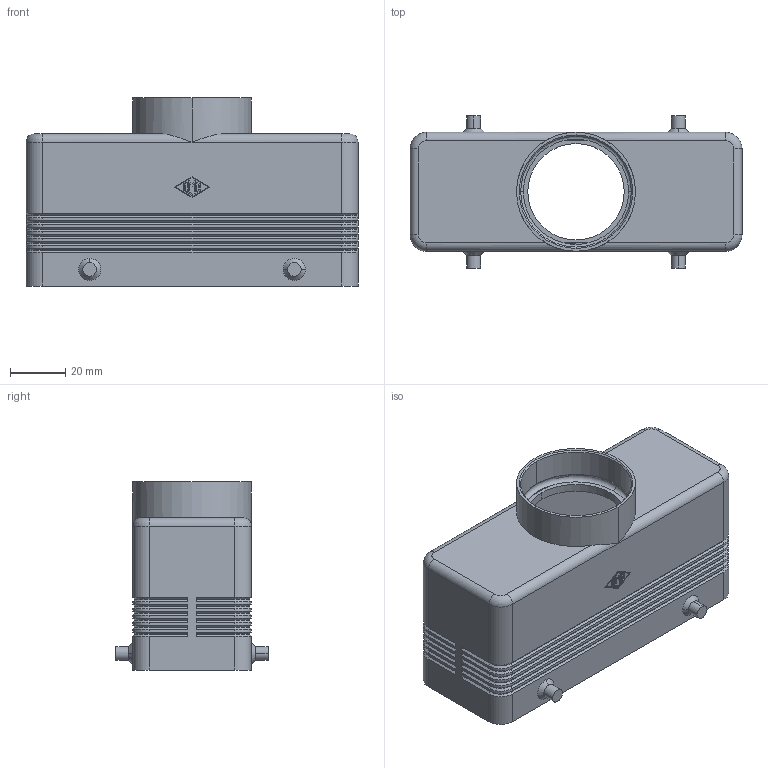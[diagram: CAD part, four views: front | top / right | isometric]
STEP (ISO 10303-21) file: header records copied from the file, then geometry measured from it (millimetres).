
FILE_DESCRIPTION(('Creo Elements/Direct Modeling STEP Export'),'2;1');
FILE_NAME('0ln7uvk49a74j354008','2017-02-20T14:18:24',(''),(''),'PTC Creo Elements/Direct Modeling STEP processor for AP214 (Solid Model)','PTC Creo Elements/Direct Modeling 19.0E 27-Jun-2016 (C) Parametric Technology GmbH','');
FILE_SCHEMA(('AUTOMOTIVE_DESIGN { 1 0 10303 214 1 1 1 1 }'));
Length unit declared in the file: millimetre
Products named in the file (1): MHVE_24.40M
Bounding box: 120 x 55 x 68 mm (x, y, z)
Volume: 74197.6 mm3; surface area: 46748.3 mm2
Topology: 1 solids, 1 shells, 409 faces, 967 edges, 572 vertices
Faces by surface type: plane 221, cylinder 116, cone 66, torus 6
Entity records: 14501 total; most frequent: CARTESIAN_POINT 1941, DIRECTION 1921, ORIENTED_EDGE 1918, EDGE_CURVE 959, VECTOR 689, LINE 689, AXIS2_PLACEMENT_3D 616, VERTEX_POINT 572
